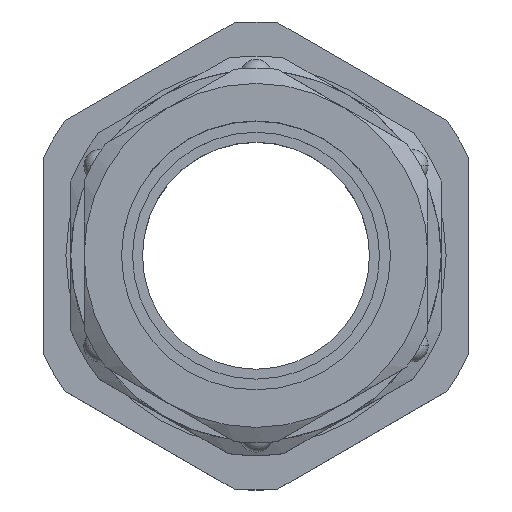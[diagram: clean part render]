
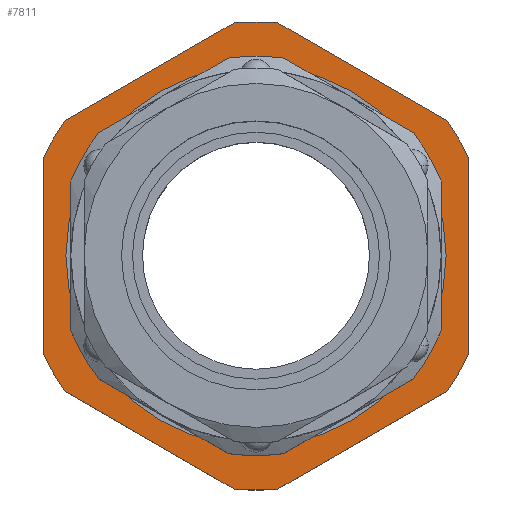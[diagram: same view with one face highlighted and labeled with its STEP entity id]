
A CAD part, top view. The second image highlights one B-rep face of the part: STEP entity #7811.
In plain terms, the highlighted planar face has unit normal (0, 0, 1).
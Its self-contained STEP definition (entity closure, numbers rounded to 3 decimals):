
#70 = CIRCLE ( 'NONE', #7437, 33. ) ;
#105 = EDGE_CURVE ( 'NONE', #2155, #3315, #70, .T. ) ;
#224 = CARTESIAN_POINT ( 'NONE',  ( -23., 0., -2.673 ) ) ;
#252 = EDGE_CURVE ( 'NONE', #4298, #5025, #8566, .T. ) ;
#253 = ORIENTED_EDGE ( 'NONE', *, *, #4655, .T. ) ;
#289 = ORIENTED_EDGE ( 'NONE', *, *, #5969, .T. ) ;
#293 = CARTESIAN_POINT ( 'NONE',  ( 30., 13.748, -2.673 ) ) ;
#305 = CARTESIAN_POINT ( 'NONE',  ( -26.906, 19.107, -2.673 ) ) ;
#356 = EDGE_CURVE ( 'NONE', #3125, #4298, #8124, .T. ) ;
#462 = CIRCLE ( 'NONE', #737, 23. ) ;
#465 = ORIENTED_EDGE ( 'NONE', *, *, #1751, .F. ) ;
#534 = EDGE_CURVE ( 'NONE', #6133, #6528, #7987, .T. ) ;
#561 = ORIENTED_EDGE ( 'NONE', *, *, #4714, .F. ) ;
#568 = ORIENTED_EDGE ( 'NONE', *, *, #534, .F. ) ;
#592 = ORIENTED_EDGE ( 'NONE', *, *, #4363, .F. ) ;
#667 = ORIENTED_EDGE ( 'NONE', *, *, #8161, .F. ) ;
#679 = ORIENTED_EDGE ( 'NONE', *, *, #252, .F. ) ;
#737 = AXIS2_PLACEMENT_3D ( 'NONE', #7725, #3715, #8406 ) ;
#754 = VECTOR ( 'NONE', #2807, 1000. ) ;
#836 = ORIENTED_EDGE ( 'NONE', *, *, #356, .F. ) ;
#898 = DIRECTION ( 'NONE',  ( -1., 0., 0. ) ) ;
#910 = LINE ( 'NONE', #2832, #754 ) ;
#930 = DIRECTION ( 'NONE',  ( 0., 0., -1. ) ) ;
#948 = ORIENTED_EDGE ( 'NONE', *, *, #7753, .F. ) ;
#964 = CARTESIAN_POINT ( 'NONE',  ( 0., 0., -2.673 ) ) ;
#1007 = CARTESIAN_POINT ( 'NONE',  ( 30., 33., -2.673 ) ) ;
#1024 = ORIENTED_EDGE ( 'NONE', *, *, #4281, .F. ) ;
#1078 = ORIENTED_EDGE ( 'NONE', *, *, #105, .F. ) ;
#1167 = ORIENTED_EDGE ( 'NONE', *, *, #5852, .F. ) ;
#1176 = ORIENTED_EDGE ( 'NONE', *, *, #8068, .F. ) ;
#1291 = FACE_OUTER_BOUND ( 'NONE', #3675, .T. ) ;
#1385 = FACE_BOUND ( 'NONE', #5507, .T. ) ;
#1594 = CIRCLE ( 'NONE', #4289, 33. ) ;
#1751 = EDGE_CURVE ( 'NONE', #2578, #4505, #6516, .T. ) ;
#1808 = CARTESIAN_POINT ( 'NONE',  ( -30., 13.748, -2.673 ) ) ;
#1944 = CARTESIAN_POINT ( 'NONE',  ( -30., -13.748, -2.673 ) ) ;
#2049 = PLANE ( 'NONE',  #4004 ) ;
#2119 = DIRECTION ( 'NONE',  ( 0., 0., -1. ) ) ;
#2140 = VERTEX_POINT ( 'NONE', #1944 ) ;
#2155 = VERTEX_POINT ( 'NONE', #1808 ) ;
#2171 = DIRECTION ( 'NONE',  ( -1., 0., 0. ) ) ;
#2202 = DIRECTION ( 'NONE',  ( 0., 0., -1. ) ) ;
#2226 = CARTESIAN_POINT ( 'NONE',  ( 0., 0., -2.673 ) ) ;
#2240 = CIRCLE ( 'NONE', #3135, 33. ) ;
#2578 = VERTEX_POINT ( 'NONE', #3476 ) ;
#2737 = CIRCLE ( 'NONE', #3884, 33. ) ;
#2807 = DIRECTION ( 'NONE',  ( 0., 1., 0. ) ) ;
#2832 = CARTESIAN_POINT ( 'NONE',  ( -30., 33., -2.673 ) ) ;
#2966 = CIRCLE ( 'NONE', #3994, 23. ) ;
#2976 = CIRCLE ( 'NONE', #4374, 33. ) ;
#2988 = VECTOR ( 'NONE', #5582, 1000. ) ;
#3061 = LINE ( 'NONE', #4867, #2988 ) ;
#3125 = VERTEX_POINT ( 'NONE', #5523 ) ;
#3135 = AXIS2_PLACEMENT_3D ( 'NONE', #6104, #2119, #6807 ) ;
#3187 = CARTESIAN_POINT ( 'NONE',  ( 0., 0., -2.673 ) ) ;
#3258 = DIRECTION ( 'NONE',  ( 0., 0., -1. ) ) ;
#3315 = VERTEX_POINT ( 'NONE', #305 ) ;
#3372 = CARTESIAN_POINT ( 'NONE',  ( 0., 33., -2.673 ) ) ;
#3476 = CARTESIAN_POINT ( 'NONE',  ( -3.094, -32.855, -2.673 ) ) ;
#3524 = CARTESIAN_POINT ( 'NONE',  ( 23., 0., -2.673 ) ) ;
#3675 = EDGE_LOOP ( 'NONE', ( #465, #561, #568, #592, #667, #679, #836, #948, #1024, #1078, #1167, #1176 ) ) ;
#3715 = DIRECTION ( 'NONE',  ( 0., 0., -1. ) ) ;
#3731 = DIRECTION ( 'NONE',  ( -0.866, -0.5, 0. ) ) ;
#3796 = CARTESIAN_POINT ( 'NONE',  ( 29.289, -17.731, -2.673 ) ) ;
#3864 = DIRECTION ( 'NONE',  ( -1., 0., 0. ) ) ;
#3884 = AXIS2_PLACEMENT_3D ( 'NONE', #3187, #7883, #3864 ) ;
#3994 = AXIS2_PLACEMENT_3D ( 'NONE', #964, #930, #898 ) ;
#4004 = AXIS2_PLACEMENT_3D ( 'NONE', #3372, #8069, #4040 ) ;
#4040 = DIRECTION ( 'NONE',  ( -1., 0., 0. ) ) ;
#4281 = EDGE_CURVE ( 'NONE', #3315, #6836, #3061, .T. ) ;
#4289 = AXIS2_PLACEMENT_3D ( 'NONE', #7293, #3258, #7962 ) ;
#4298 = VERTEX_POINT ( 'NONE', #4695 ) ;
#4363 = EDGE_CURVE ( 'NONE', #7093, #6133, #2976, .T. ) ;
#4374 = AXIS2_PLACEMENT_3D ( 'NONE', #2226, #2202, #2171 ) ;
#4505 = VERTEX_POINT ( 'NONE', #8288 ) ;
#4620 = CARTESIAN_POINT ( 'NONE',  ( -29.289, -17.731, -2.673 ) ) ;
#4643 = DIRECTION ( 'NONE',  ( -0.866, 0.5, 0. ) ) ;
#4655 = EDGE_CURVE ( 'NONE', #7862, #5868, #2966, .T. ) ;
#4695 = CARTESIAN_POINT ( 'NONE',  ( 26.906, 19.107, -2.673 ) ) ;
#4714 = EDGE_CURVE ( 'NONE', #6528, #2578, #2737, .T. ) ;
#4857 = CARTESIAN_POINT ( 'NONE',  ( 0.711, 34.231, -2.673 ) ) ;
#4867 = CARTESIAN_POINT ( 'NONE',  ( -0.711, 34.231, -2.673 ) ) ;
#4905 = DIRECTION ( 'NONE',  ( 0., -1., 0. ) ) ;
#4915 = DIRECTION ( 'NONE',  ( 0.866, -0.5, 0. ) ) ;
#5025 = VERTEX_POINT ( 'NONE', #293 ) ;
#5507 = EDGE_LOOP ( 'NONE', ( #253, #289 ) ) ;
#5523 = CARTESIAN_POINT ( 'NONE',  ( 3.094, 32.855, -2.673 ) ) ;
#5546 = DIRECTION ( 'NONE',  ( -1., 0., 0. ) ) ;
#5566 = DIRECTION ( 'NONE',  ( 0., 0., -1. ) ) ;
#5579 = CARTESIAN_POINT ( 'NONE',  ( 0., 0., -2.673 ) ) ;
#5582 = DIRECTION ( 'NONE',  ( 0.866, 0.5, 0. ) ) ;
#5852 = EDGE_CURVE ( 'NONE', #2140, #2155, #910, .T. ) ;
#5868 = VERTEX_POINT ( 'NONE', #3524 ) ;
#5969 = EDGE_CURVE ( 'NONE', #5868, #7862, #462, .T. ) ;
#6104 = CARTESIAN_POINT ( 'NONE',  ( 0., 0., -2.673 ) ) ;
#6133 = VERTEX_POINT ( 'NONE', #8212 ) ;
#6448 = VECTOR ( 'NONE', #4643, 1000. ) ;
#6516 = LINE ( 'NONE', #4620, #6448 ) ;
#6528 = VERTEX_POINT ( 'NONE', #8355 ) ;
#6807 = DIRECTION ( 'NONE',  ( -1., 0., 0. ) ) ;
#6836 = VERTEX_POINT ( 'NONE', #8250 ) ;
#6963 = AXIS2_PLACEMENT_3D ( 'NONE', #5579, #5566, #5546 ) ;
#7093 = VERTEX_POINT ( 'NONE', #7744 ) ;
#7293 = CARTESIAN_POINT ( 'NONE',  ( 0., 0., -2.673 ) ) ;
#7369 = VECTOR ( 'NONE', #4905, 1000. ) ;
#7437 = AXIS2_PLACEMENT_3D ( 'NONE', #8228, #8197, #8171 ) ;
#7725 = CARTESIAN_POINT ( 'NONE',  ( 0., 0., -2.673 ) ) ;
#7744 = CARTESIAN_POINT ( 'NONE',  ( 30., -13.748, -2.673 ) ) ;
#7753 = EDGE_CURVE ( 'NONE', #6836, #3125, #1594, .T. ) ;
#7811 = ADVANCED_FACE ( 'NONE', ( #1385, #1291 ), #2049, .F. ) ;
#7813 = VECTOR ( 'NONE', #3731, 1000. ) ;
#7862 = VERTEX_POINT ( 'NONE', #224 ) ;
#7883 = DIRECTION ( 'NONE',  ( 0., 0., -1. ) ) ;
#7962 = DIRECTION ( 'NONE',  ( -1., 0., 0. ) ) ;
#7981 = VECTOR ( 'NONE', #4915, 1000. ) ;
#7987 = LINE ( 'NONE', #3796, #7813 ) ;
#8068 = EDGE_CURVE ( 'NONE', #4505, #2140, #2240, .T. ) ;
#8069 = DIRECTION ( 'NONE',  ( 0., 0., -1. ) ) ;
#8095 = LINE ( 'NONE', #1007, #7369 ) ;
#8124 = LINE ( 'NONE', #4857, #7981 ) ;
#8161 = EDGE_CURVE ( 'NONE', #5025, #7093, #8095, .T. ) ;
#8171 = DIRECTION ( 'NONE',  ( -1., 0., 0. ) ) ;
#8197 = DIRECTION ( 'NONE',  ( 0., 0., -1. ) ) ;
#8212 = CARTESIAN_POINT ( 'NONE',  ( 26.906, -19.107, -2.673 ) ) ;
#8228 = CARTESIAN_POINT ( 'NONE',  ( 0., 0., -2.673 ) ) ;
#8250 = CARTESIAN_POINT ( 'NONE',  ( -3.094, 32.855, -2.673 ) ) ;
#8288 = CARTESIAN_POINT ( 'NONE',  ( -26.906, -19.107, -2.673 ) ) ;
#8355 = CARTESIAN_POINT ( 'NONE',  ( 3.094, -32.855, -2.673 ) ) ;
#8406 = DIRECTION ( 'NONE',  ( -1., 0., 0. ) ) ;
#8566 = CIRCLE ( 'NONE', #6963, 33. ) ;
